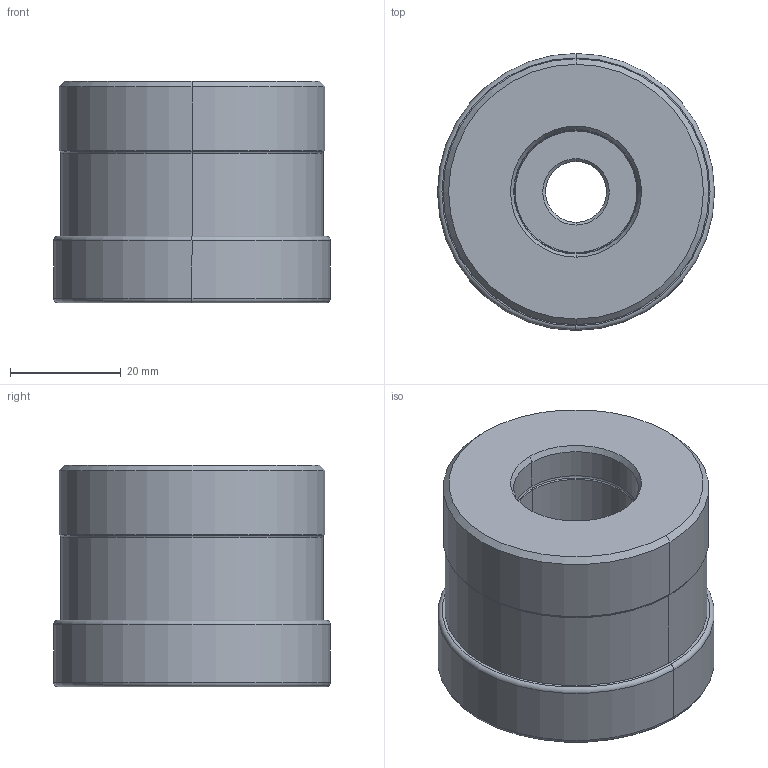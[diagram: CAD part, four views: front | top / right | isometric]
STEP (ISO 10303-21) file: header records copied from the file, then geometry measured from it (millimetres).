
FILE_DESCRIPTION((''),'2;1');
FILE_NAME('DEX','2022-11-11T11:42:27',('bernerhp'),(''),'CREO PARAMETRIC BY PTC INC, 2021184','CREO PARAMETRIC BY PTC INC, 2021184','');
FILE_SCHEMA(('AP242_MANAGED_MODEL_BASED_3D_ENGINEERING_MIM_LF { 1 0 10303 442 1 1 4 }'));
Length unit declared in the file: millimetre
Products named in the file (1): DEX
Bounding box: 50 x 50 x 40 mm (x, y, z)
Volume: 60520.2 mm3; surface area: 12029 mm2
Topology: 1 solids, 1 shells, 48 faces, 100 edges, 59 vertices
Faces by surface type: cylinder 16, cone 14, torus 12, plane 6
Entity records: 1802 total; most frequent: DIRECTION 278, CARTESIAN_POINT 211, ORIENTED_EDGE 192, AXIS2_PLACEMENT_3D 123, PRESENTATION_STYLE_ASSIGNMENT 111, STYLED_ITEM 104, CURVE_STYLE 103, EDGE_CURVE 96
